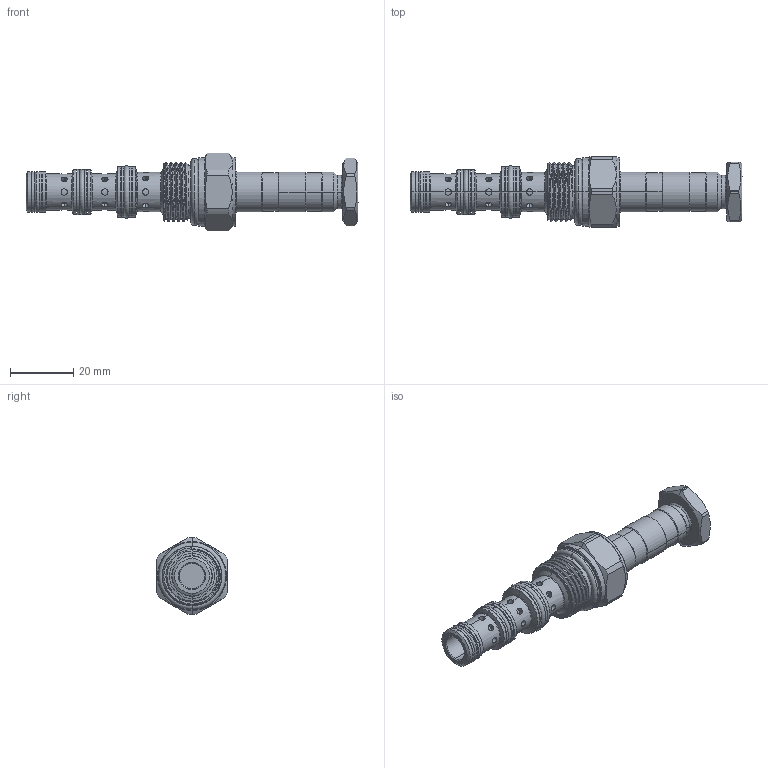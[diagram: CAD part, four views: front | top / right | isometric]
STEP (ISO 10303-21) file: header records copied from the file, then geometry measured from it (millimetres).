
FILE_DESCRIPTION (( 'STEP AP203' ), '1' );
FILE_NAME ('ES08W4H10N04.STEP', '2020-04-09T08:50:57', ( '' ), ( '' ), 'SwSTEP 2.0', 'SolidWorks 2018', '' );
FILE_SCHEMA (( 'CONFIG_CONTROL_DESIGN' ));
Length unit declared in the file: millimetre
Products named in the file (1): ES08W4H10N04
Bounding box: 105.25 x 22.22 x 24.65 mm (x, y, z)
Volume: 18400.7 mm3; surface area: 8901.6 mm2
Topology: 5 solids, 7 shells, 305 faces, 672 edges, 414 vertices
Faces by surface type: cylinder 164, torus 46, cone 45, plane 43, bspline 7
Entity records: 12746 total; most frequent: CARTESIAN_POINT 6107, DIRECTION 1376, ORIENTED_EDGE 1344, EDGE_CURVE 672, AXIS2_PLACEMENT_3D 586, VERTEX_POINT 414, EDGE_LOOP 350, ADVANCED_FACE 305
